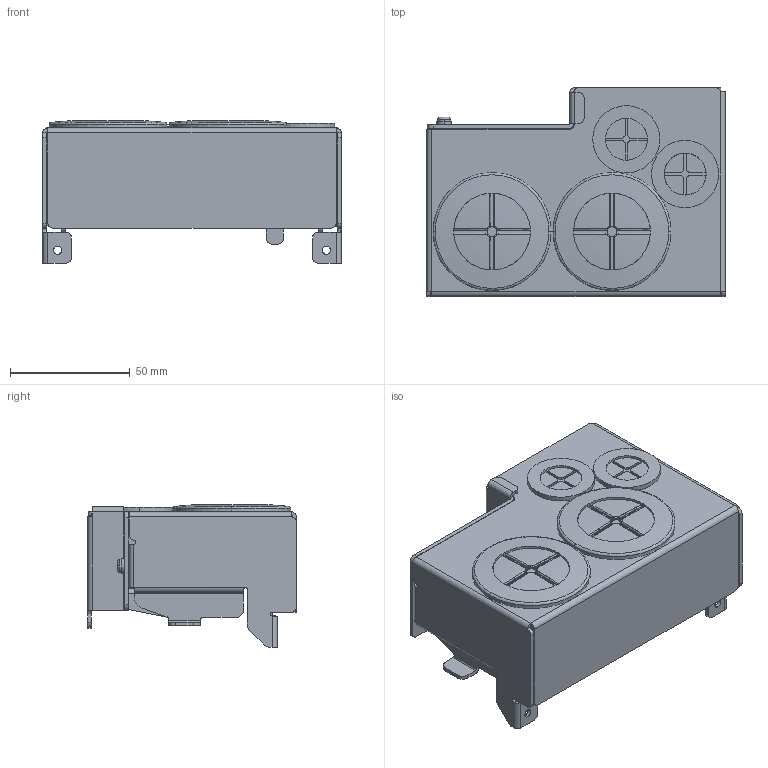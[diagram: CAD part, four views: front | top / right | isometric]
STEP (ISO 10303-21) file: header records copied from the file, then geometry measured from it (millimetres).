
FILE_DESCRIPTION (( 'STEP AP214' ), '1' );
FILE_NAME ('GS20A-N1E.STEP', '2020-03-10T19:51:03', ( '' ), ( '' ), 'SwSTEP 2.0', 'SolidWorks 2017', '' );
FILE_SCHEMA (( 'AUTOMOTIVE_DESIGN' ));
Length unit declared in the file: inch
Products named in the file (1): GS20A-N1E
Bounding box: 124.5 x 87.1 x 59.37 mm (x, y, z)
Volume: 56164.1 mm3; surface area: 69611.2 mm2
Topology: 8 solids, 8 shells, 1188 faces, 3236 edges, 2126 vertices
Faces by surface type: bspline 529, plane 416, cylinder 211, cone 24, torus 8
Entity records: 44849 total; most frequent: CARTESIAN_POINT 18988, ORIENTED_EDGE 6452, DIRECTION 3472, EDGE_CURVE 3226, VERTEX_POINT 2126, B_SPLINE_CURVE_WITH_KNOTS 1526, EDGE_LOOP 1280, VECTOR 1220
